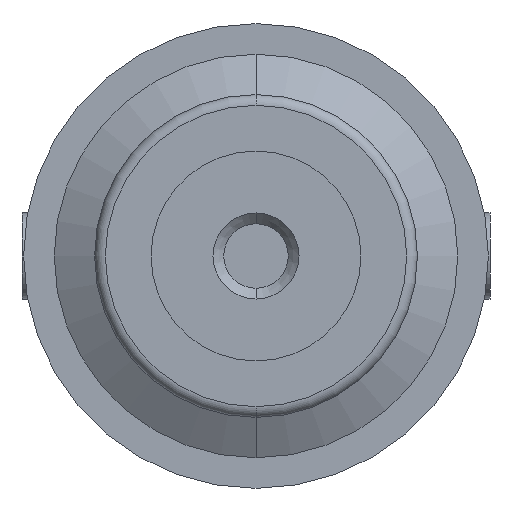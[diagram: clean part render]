
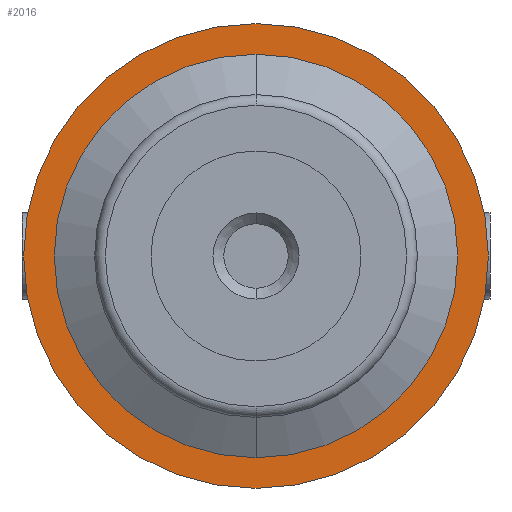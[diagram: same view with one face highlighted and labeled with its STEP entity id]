
A CAD part, front view. The second image highlights one B-rep face of the part: STEP entity #2016.
In plain terms, the highlighted planar face has unit normal (0, -1, 0).
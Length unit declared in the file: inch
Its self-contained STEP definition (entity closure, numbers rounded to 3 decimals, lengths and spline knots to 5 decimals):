
#36 = VERTEX_POINT ( 'NONE', #352 ) ;
#161 = EDGE_CURVE ( 'NONE', #162, #163, #1035, .T. ) ;
#162 = VERTEX_POINT ( 'NONE', #1030 ) ;
#163 = VERTEX_POINT ( 'NONE', #1029 ) ;
#352 = CARTESIAN_POINT ( 'NONE',  ( 0., -0.106, 0.15 ) ) ;
#1029 = CARTESIAN_POINT ( 'NONE',  ( 0., -0.106, 0.216 ) ) ;
#1030 = CARTESIAN_POINT ( 'NONE',  ( 0., -0.106, -0.216 ) ) ;
#1031 = DIRECTION ( 'NONE',  ( 0., 0., -1. ) ) ;
#1032 = DIRECTION ( 'NONE',  ( 0., -1., 0. ) ) ;
#1033 = CARTESIAN_POINT ( 'NONE',  ( 0., -0.106, 0. ) ) ;
#1034 = AXIS2_PLACEMENT_3D ( 'NONE', #1033, #1032, #1031 ) ;
#1035 = CIRCLE ( 'NONE', #1034, 0.216 ) ;
#1546 = DIRECTION ( 'NONE',  ( 0., 0., -1. ) ) ;
#1547 = DIRECTION ( 'NONE',  ( 0., -1., 0. ) ) ;
#1548 = CARTESIAN_POINT ( 'NONE',  ( 0., -0.106, 0. ) ) ;
#1549 = AXIS2_PLACEMENT_3D ( 'NONE', #1548, #1547, #1546 ) ;
#1550 = CIRCLE ( 'NONE', #1549, 0.15 ) ;
#1551 = CARTESIAN_POINT ( 'NONE',  ( 0., -0.106, -0.15 ) ) ;
#1836 = VERTEX_POINT ( 'NONE', #1551 ) ;
#1838 = EDGE_CURVE ( 'NONE', #1836, #36, #1550, .T. ) ;
#1883 = EDGE_LOOP ( 'NONE', ( #1884, #1885 ) ) ;
#1884 = ORIENTED_EDGE ( 'NONE', *, *, #2015, .F. ) ;
#1885 = ORIENTED_EDGE ( 'NONE', *, *, #1838, .F. ) ;
#1966 = EDGE_CURVE ( 'NONE', #163, #162, #2070, .T. ) ;
#1967 = ORIENTED_EDGE ( 'NONE', *, *, #161, .T. ) ;
#2015 = EDGE_CURVE ( 'NONE', #36, #1836, #2134, .T. ) ;
#2016 = ADVANCED_FACE ( 'NONE', ( #2129, #2128 ), #2127, .T. ) ;
#2017 = EDGE_LOOP ( 'NONE', ( #2018, #1967 ) ) ;
#2018 = ORIENTED_EDGE ( 'NONE', *, *, #1966, .T. ) ;
#2066 = DIRECTION ( 'NONE',  ( 0., 0., -1. ) ) ;
#2067 = DIRECTION ( 'NONE',  ( 0., -1., 0. ) ) ;
#2068 = CARTESIAN_POINT ( 'NONE',  ( 0., -0.106, 0. ) ) ;
#2069 = AXIS2_PLACEMENT_3D ( 'NONE', #2068, #2067, #2066 ) ;
#2070 = CIRCLE ( 'NONE', #2069, 0.216 ) ;
#2123 = DIRECTION ( 'NONE',  ( 0., 0., -1. ) ) ;
#2124 = DIRECTION ( 'NONE',  ( 0., -1., 0. ) ) ;
#2125 = CARTESIAN_POINT ( 'NONE',  ( 0., -0.106, 0. ) ) ;
#2126 = AXIS2_PLACEMENT_3D ( 'NONE', #2125, #2124, #2123 ) ;
#2127 = PLANE ( 'NONE',  #2126 ) ;
#2128 = FACE_BOUND ( 'NONE', #1883, .T. ) ;
#2129 = FACE_OUTER_BOUND ( 'NONE', #2017, .T. ) ;
#2130 = DIRECTION ( 'NONE',  ( 0., 0., -1. ) ) ;
#2131 = DIRECTION ( 'NONE',  ( 0., -1., 0. ) ) ;
#2132 = CARTESIAN_POINT ( 'NONE',  ( 0., -0.106, 0. ) ) ;
#2133 = AXIS2_PLACEMENT_3D ( 'NONE', #2132, #2131, #2130 ) ;
#2134 = CIRCLE ( 'NONE', #2133, 0.15 ) ;
